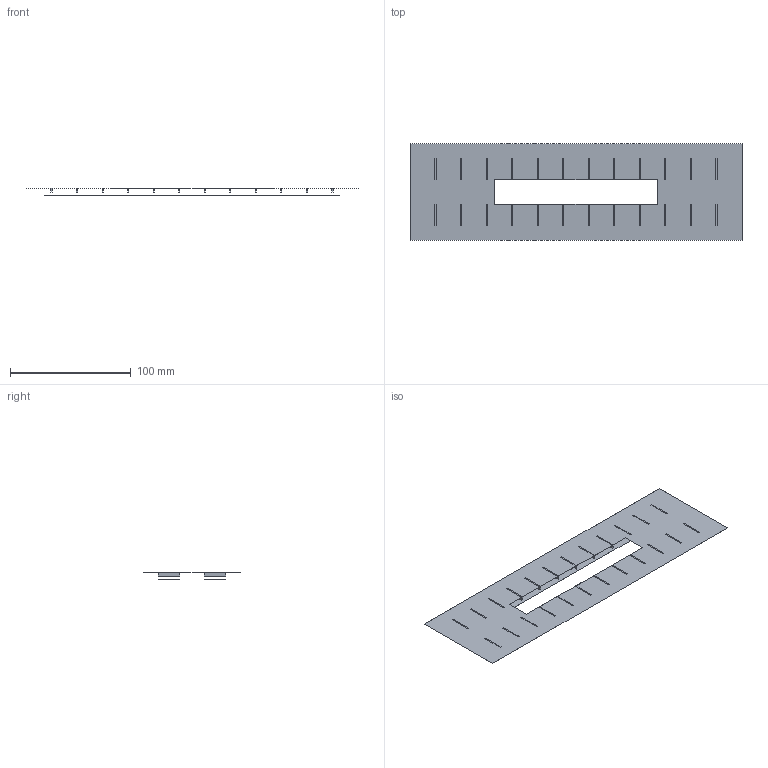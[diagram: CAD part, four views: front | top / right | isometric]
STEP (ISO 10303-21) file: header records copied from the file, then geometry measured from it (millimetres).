
FILE_DESCRIPTION(('Open CASCADE Model'),'2;1');
FILE_NAME('Open CASCADE Shape Model','2026-02-12T16:12:23',('Author'),( 'Open CASCADE'),'Open CASCADE STEP processor 7.8','Open CASCADE 7.8' ,'Unknown');
FILE_SCHEMA(('AUTOMOTIVE_DESIGN { 1 0 10303 214 1 1 1 1 }'));
Length unit declared in the file: millimetre
Products named in the file (4): Open CASCADE STEP translator 7.8 3; Open CASCADE STEP translator 7.8 3.1; Open CASCADE STEP translator 7.8 3.2; Open CASCADE STEP translator 7.8 3.3
Assembly tree (3 placements, depth 2):
  Open CASCADE STEP translator 7.8 3
    Open CASCADE STEP translator 7.8 3.1
    Open CASCADE STEP translator 7.8 3.2
    Open CASCADE STEP translator 7.8 3.3
Bounding box: 275 x 80 x 6.02 mm (x, y, z)
Volume: 1854.1 mm3; surface area: 59008.3 mm2
Topology: 3 solids, 3 shells, 130 faces, 336 edges, 224 vertices
Faces by surface type: plane 130
Entity records: 8144 total; most frequent: CARTESIAN_POINT 1534, DIRECTION 1108, LINE 840, VECTOR 840, ORIENTED_EDGE 672, PCURVE 672, DEFINITIONAL_REPRESENTATION 672, EDGE_CURVE 336
